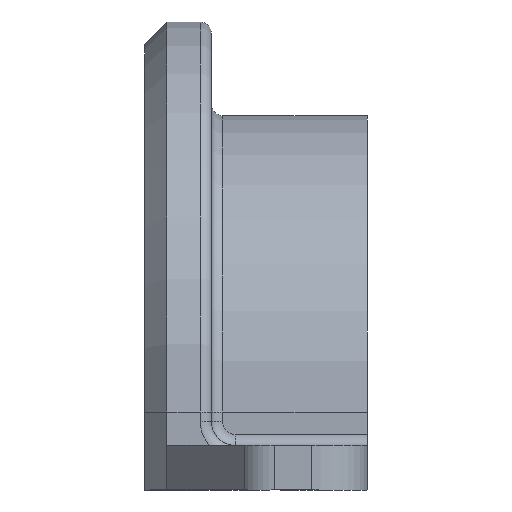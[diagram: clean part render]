
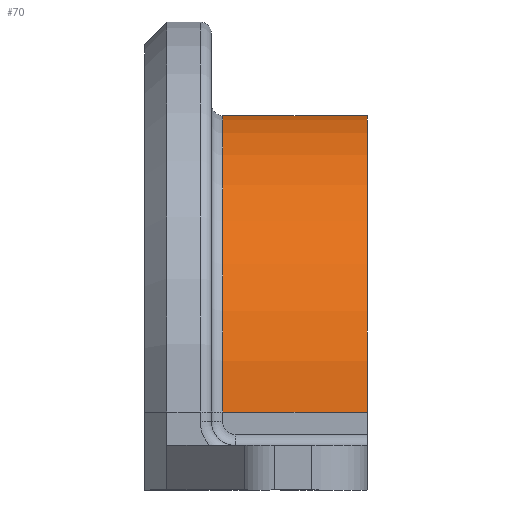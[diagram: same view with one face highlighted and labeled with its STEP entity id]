
A CAD part, front view. The second image highlights one B-rep face of the part: STEP entity #70.
In plain terms, the highlighted cylindrical face has radius 26.6 mm (diameter 53.2 mm), a partial arc.
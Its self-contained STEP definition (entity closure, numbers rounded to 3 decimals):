
#70=ADVANCED_FACE('',(#227),#229,.T.);
#227=FACE_BOUND('',#228,.T.);
#228=EDGE_LOOP('',(#697,#698,#699,#700));
#229=CYLINDRICAL_SURFACE('',#230,26.6);
#230=AXIS2_PLACEMENT_3D('',#231,#232,#233);
#231=CARTESIAN_POINT('',(-31.3,0.,7.));
#232=DIRECTION('',(-1.,0.,0.));
#233=DIRECTION('',(0.,-1.,0.));
#697=ORIENTED_EDGE('',*,*,#1022,.T.);
#698=ORIENTED_EDGE('',*,*,#954,.F.);
#699=ORIENTED_EDGE('',*,*,#911,.F.);
#700=ORIENTED_EDGE('',*,*,#1021,.T.);
#911=EDGE_CURVE('',#1087,#1089,#1090,.F.);
#954=EDGE_CURVE('',#1089,#1164,#1170,.T.);
#1021=EDGE_CURVE('',#1087,#1294,#1296,.T.);
#1022=EDGE_CURVE('',#1294,#1164,#1297,.F.);
#1087=VERTEX_POINT('',#1372);
#1089=VERTEX_POINT('',#1376);
#1090=CIRCLE('',#1377,26.6);
#1164=VERTEX_POINT('',#1543);
#1170=LINE('',#1556,#1557);
#1294=VERTEX_POINT('',#1931);
#1296=LINE('',#1935,#1936);
#1297=CIRCLE('',#1938,26.6);
#1372=CARTESIAN_POINT('',(-32.3,26.6,7.));
#1376=CARTESIAN_POINT('',(-32.3,-26.6,7.));
#1377=AXIS2_PLACEMENT_3D('',#1378,#1379,#1380);
#1378=CARTESIAN_POINT('',(-32.3,0.,7.));
#1379=DIRECTION('',(-1.,0.,0.));
#1380=DIRECTION('',(0.,-1.,0.));
#1543=CARTESIAN_POINT('',(-45.3,-26.6,7.));
#1556=CARTESIAN_POINT('',(-32.3,-26.6,7.));
#1557=VECTOR('',#1558,1.);
#1558=DIRECTION('',(-1.,0.,0.));
#1931=CARTESIAN_POINT('',(-45.3,26.6,7.));
#1935=CARTESIAN_POINT('',(-32.3,26.6,7.));
#1936=VECTOR('',#1937,1.);
#1937=DIRECTION('',(-1.,0.,0.));
#1938=AXIS2_PLACEMENT_3D('',#1939,#1940,#1941);
#1939=CARTESIAN_POINT('',(-45.3,0.,7.));
#1940=DIRECTION('',(-1.,0.,0.));
#1941=DIRECTION('',(0.,-1.,0.));
